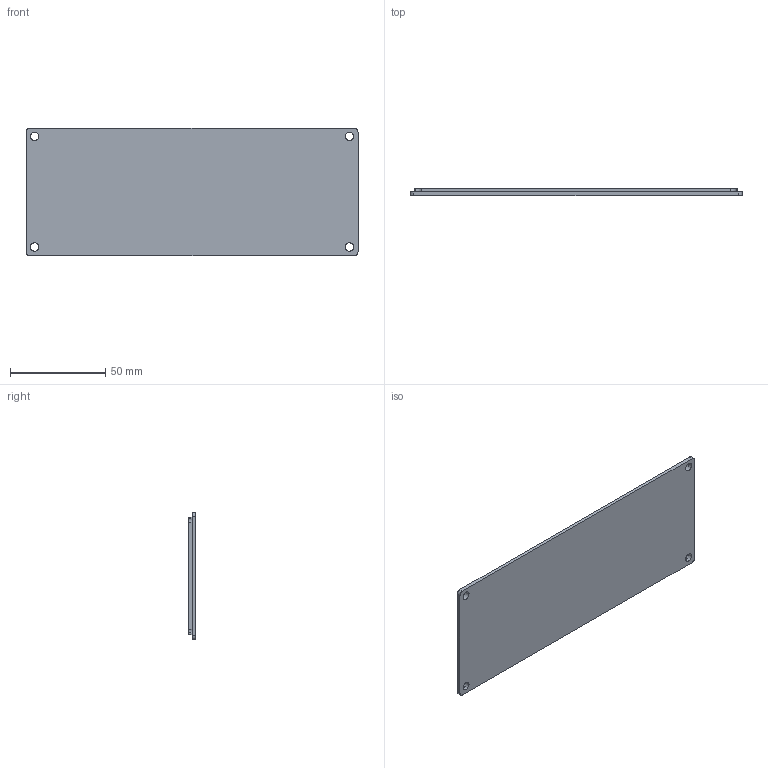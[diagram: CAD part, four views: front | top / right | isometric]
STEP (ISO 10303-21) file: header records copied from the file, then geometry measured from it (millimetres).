
FILE_DESCRIPTION(('FreeCAD Model'),'2;1');
FILE_NAME('Frontplatte-Blanko-korrigiert1.step','2019-04-18T11:22:15',('Author'),(''), 'Open CASCADE STEP processor 7.3','FreeCAD','Unknown');
FILE_SCHEMA(('AUTOMOTIVE_DESIGN { 1 0 10303 214 1 1 1 1 }'));
Length unit declared in the file: millimetre
Products named in the file (1): Grund-Frontplatte
Bounding box: 174 x 4 x 66.7 mm (x, y, z)
Volume: 27382.2 mm3; surface area: 25957.8 mm2
Topology: 1 solids, 1 shells, 36 faces, 108 edges, 72 vertices
Faces by surface type: plane 28, cylinder 8
Full cylindrical faces by diameter (mm): 4.4 x4
Entity records: 2665 total; most frequent: CARTESIAN_POINT 433, DIRECTION 430, LINE 260, VECTOR 260, ORIENTED_EDGE 216, PCURVE 216, DEFINITIONAL_REPRESENTATION 216, EDGE_CURVE 108
